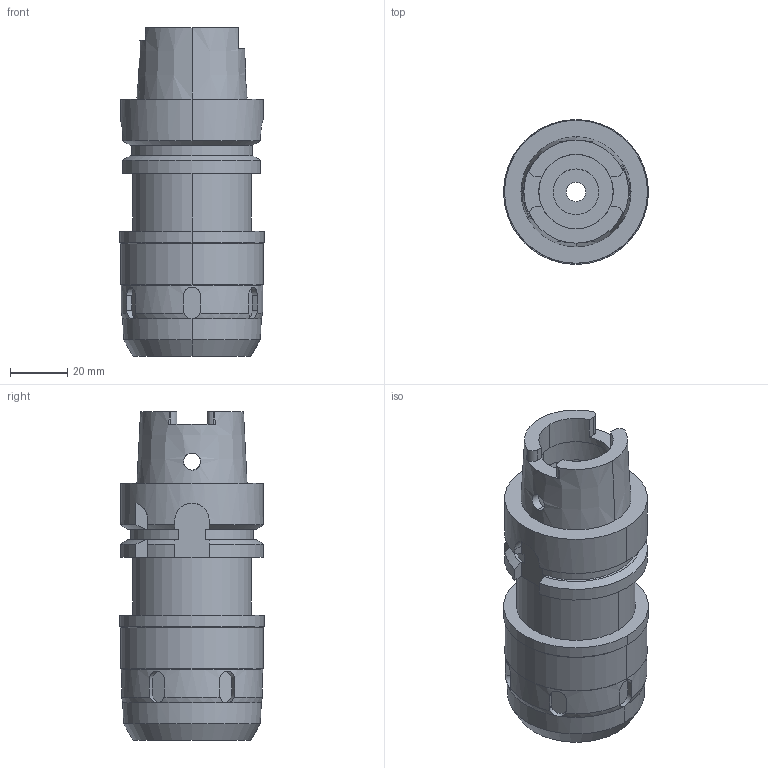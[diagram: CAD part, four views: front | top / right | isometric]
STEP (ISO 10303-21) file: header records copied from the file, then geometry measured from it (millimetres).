
FILE_DESCRIPTION((''),'2;1');
FILE_NAME('HSK-A50-HMC20S-90','2018-03-02T',('ykawabe'),(''),'CREO PARAMETRIC BY PTC INC, 2016380','CREO PARAMETRIC BY PTC INC, 2016380','');
FILE_SCHEMA(('AUTOMOTIVE_DESIGN { 1 0 10303 214 1 1 1 1 }'));
Length unit declared in the file: millimetre
Products named in the file (1): HSK-A50-HMC20S-90
Bounding box: 50.7 x 50.7 x 115 mm (x, y, z)
Volume: 137100.9 mm3; surface area: 29867.2 mm2
Topology: 1 solids, 1 shells, 138 faces, 409 edges, 277 vertices
Faces by surface type: plane 57, cylinder 55, cone 24, torus 2
Entity records: 6389 total; most frequent: CARTESIAN_POINT 1308, ORIENTED_EDGE 818, DIRECTION 764, PRESENTATION_STYLE_ASSIGNMENT 414, STYLED_ITEM 414, CURVE_STYLE 413, EDGE_CURVE 409, AXIS2_PLACEMENT_3D 292
